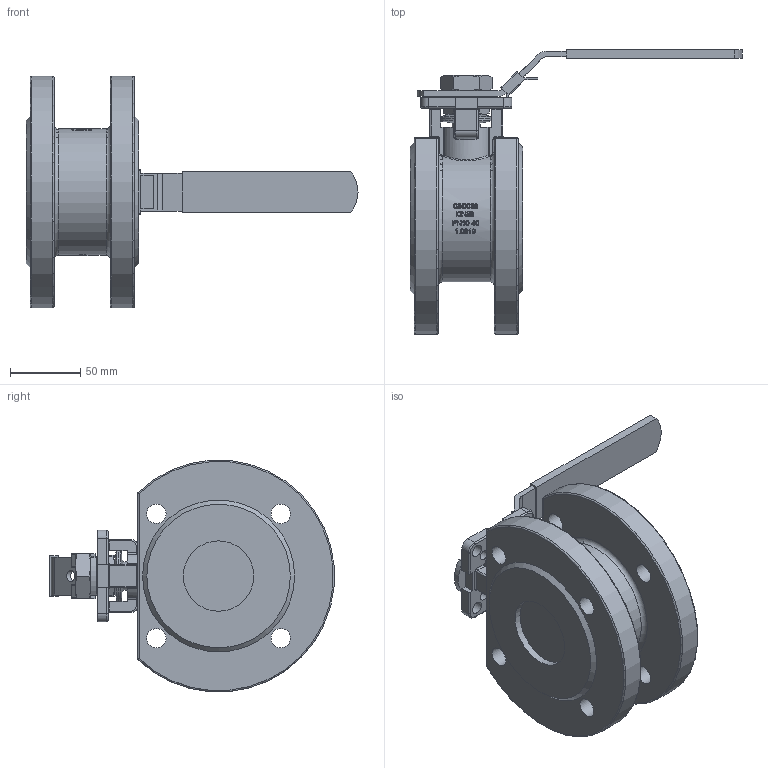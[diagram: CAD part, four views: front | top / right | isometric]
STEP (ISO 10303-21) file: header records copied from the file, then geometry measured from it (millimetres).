
FILE_DESCRIPTION(/* description */ ('Kugelhahn DN50 handbetätigt - Konturvereinfachung'),/* implementation_level */ '2;1');
FILE_NAME(/* name */ '79-50-40.stp',/* time_stamp */ '2016-10-31T12:33:57+01:00',/* author */ ('sci'),/* organization */ (''),/* preprocessor_version */ 'ST-DEVELOPER v16.1',/* originating_system */ 'Autodesk Inventor 2016',/* authorisation */ '');
FILE_SCHEMA (('AUTOMOTIVE_DESIGN { 1 0 10303 214 3 1 1 }'));
Products named in the file (1): ENG-006107
Bounding box: 236 x 202.21 x 164.54 mm (x, y, z)
Volume: 1032514.9 mm3; surface area: 140779.6 mm2
Topology: 1 solids, 1 shells, 1354 faces, 3856 edges, 2462 vertices
Faces by surface type: plane 554, cylinder 381, bspline 290, torus 56, cone 41, sphere 32
Full cylindrical faces by diameter (mm): 5 x4, 7 x4, 8 x2, 9 x4, 13.835 x8, 17.323 x1, 20 x1, 28 x1, 38.6 x2, 40 x1, 50 x2
Entity records: 108204 total; most frequent: CARTESIAN_POINT 74447, ORIENTED_EDGE 7538, DIRECTION 5493, EDGE_CURVE 3764, VERTEX_POINT 2441, LINE 1923, VECTOR 1923, AXIS2_PLACEMENT_3D 1785
